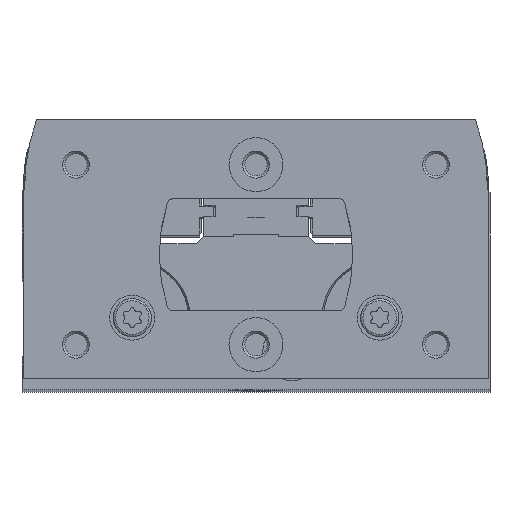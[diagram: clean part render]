
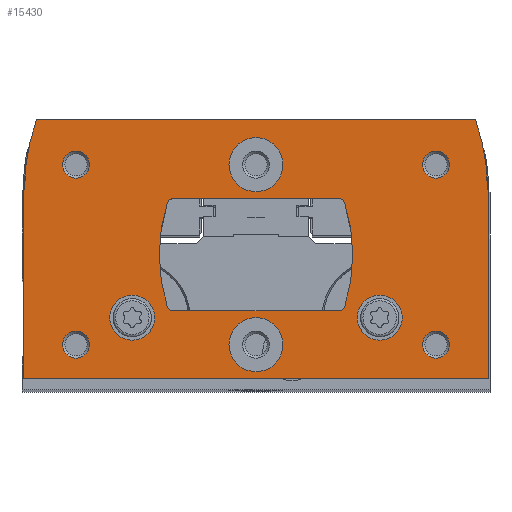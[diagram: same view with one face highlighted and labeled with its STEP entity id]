
A CAD part, top view. The second image highlights one B-rep face of the part: STEP entity #15430.
In plain terms, the highlighted planar face has unit normal (0, 0, 1).
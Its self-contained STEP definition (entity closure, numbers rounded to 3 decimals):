
#549=LINE('',#24024,#1427);
#554=LINE('',#24034,#1432);
#573=LINE('',#24083,#1451);
#579=LINE('',#24095,#1457);
#593=LINE('',#24166,#1471);
#595=LINE('',#24169,#1473);
#596=LINE('',#24233,#1474);
#597=LINE('',#24253,#1475);
#1427=VECTOR('',#19462,1000.);
#1432=VECTOR('',#19469,1000.);
#1451=VECTOR('',#19506,1000.);
#1457=VECTOR('',#19516,1000.);
#1471=VECTOR('',#19568,1000.);
#1473=VECTOR('',#19572,1000.);
#1474=VECTOR('',#19637,1000.);
#1475=VECTOR('',#19658,1000.);
#2035=PLANE('',#16655);
#3684=ORIENTED_EDGE('',*,*,#6818,.F.);
#3685=ORIENTED_EDGE('',*,*,#6819,.F.);
#3686=ORIENTED_EDGE('',*,*,#6820,.T.);
#3687=ORIENTED_EDGE('',*,*,#6821,.T.);
#3688=ORIENTED_EDGE('',*,*,#6822,.T.);
#3689=ORIENTED_EDGE('',*,*,#6823,.T.);
#3690=ORIENTED_EDGE('',*,*,#6824,.T.);
#3691=ORIENTED_EDGE('',*,*,#6825,.T.);
#3692=ORIENTED_EDGE('',*,*,#6766,.F.);
#3693=ORIENTED_EDGE('',*,*,#6783,.F.);
#3694=ORIENTED_EDGE('',*,*,#6778,.F.);
#3695=ORIENTED_EDGE('',*,*,#6775,.F.);
#3696=ORIENTED_EDGE('',*,*,#6826,.F.);
#3697=ORIENTED_EDGE('',*,*,#6827,.F.);
#3698=ORIENTED_EDGE('',*,*,#6828,.F.);
#3699=ORIENTED_EDGE('',*,*,#6769,.F.);
#3700=ORIENTED_EDGE('',*,*,#6753,.T.);
#3701=ORIENTED_EDGE('',*,*,#6747,.T.);
#3702=ORIENTED_EDGE('',*,*,#6785,.T.);
#3703=ORIENTED_EDGE('',*,*,#6717,.T.);
#3704=ORIENTED_EDGE('',*,*,#6722,.T.);
#3705=ORIENTED_EDGE('',*,*,#6726,.T.);
#3706=ORIENTED_EDGE('',*,*,#6817,.T.);
#3707=ORIENTED_EDGE('',*,*,#6759,.T.);
#6717=EDGE_CURVE('',#8429,#8428,#549,.T.);
#6722=EDGE_CURVE('',#8428,#8432,#554,.T.);
#6726=EDGE_CURVE('',#8432,#8434,#9543,.T.);
#6747=EDGE_CURVE('',#8451,#8453,#573,.T.);
#6753=EDGE_CURVE('',#8457,#8451,#579,.T.);
#6759=EDGE_CURVE('',#8462,#8457,#9549,.T.);
#6766=EDGE_CURVE('',#8466,#8467,#9552,.T.);
#6769=EDGE_CURVE('',#8467,#8468,#9553,.T.);
#6775=EDGE_CURVE('',#8472,#8473,#9556,.T.);
#6778=EDGE_CURVE('',#8473,#8475,#9557,.T.);
#6783=EDGE_CURVE('',#8475,#8466,#593,.T.);
#6785=EDGE_CURVE('',#8453,#8429,#595,.T.);
#6817=EDGE_CURVE('',#8434,#8462,#596,.T.);
#6818=EDGE_CURVE('',#8509,#8509,#9591,.T.);
#6819=EDGE_CURVE('',#8510,#8510,#9592,.T.);
#6820=EDGE_CURVE('',#8511,#8511,#9593,.T.);
#6821=EDGE_CURVE('',#8512,#8512,#9594,.T.);
#6822=EDGE_CURVE('',#8513,#8513,#9595,.T.);
#6823=EDGE_CURVE('',#8514,#8514,#9596,.T.);
#6824=EDGE_CURVE('',#8515,#8515,#9597,.T.);
#6825=EDGE_CURVE('',#8516,#8516,#9598,.T.);
#6826=EDGE_CURVE('',#8517,#8472,#9599,.T.);
#6827=EDGE_CURVE('',#8518,#8517,#597,.T.);
#6828=EDGE_CURVE('',#8468,#8518,#9600,.T.);
#8428=VERTEX_POINT('',#24023);
#8429=VERTEX_POINT('',#24025);
#8432=VERTEX_POINT('',#24033);
#8434=VERTEX_POINT('',#24040);
#8451=VERTEX_POINT('',#24077);
#8453=VERTEX_POINT('',#24082);
#8457=VERTEX_POINT('',#24093);
#8462=VERTEX_POINT('',#24108);
#8466=VERTEX_POINT('',#24123);
#8467=VERTEX_POINT('',#24125);
#8468=VERTEX_POINT('',#24133);
#8472=VERTEX_POINT('',#24146);
#8473=VERTEX_POINT('',#24148);
#8475=VERTEX_POINT('',#24158);
#8509=VERTEX_POINT('',#24236);
#8510=VERTEX_POINT('',#24238);
#8511=VERTEX_POINT('',#24240);
#8512=VERTEX_POINT('',#24242);
#8513=VERTEX_POINT('',#24244);
#8514=VERTEX_POINT('',#24246);
#8515=VERTEX_POINT('',#24248);
#8516=VERTEX_POINT('',#24250);
#8517=VERTEX_POINT('',#24252);
#8518=VERTEX_POINT('',#24254);
#9543=CIRCLE('',#16594,46.);
#9549=CIRCLE('',#16606,46.);
#9552=CIRCLE('',#16610,1.5);
#9553=CIRCLE('',#16612,38.);
#9556=CIRCLE('',#16616,38.);
#9557=CIRCLE('',#16618,1.5);
#9591=CIRCLE('',#16656,5.);
#9592=CIRCLE('',#16657,5.);
#9593=CIRCLE('',#16658,6.);
#9594=CIRCLE('',#16659,6.);
#9595=CIRCLE('',#16660,3.);
#9596=CIRCLE('',#16661,3.);
#9597=CIRCLE('',#16662,3.);
#9598=CIRCLE('',#16663,3.);
#9599=CIRCLE('',#16664,1.5);
#9600=CIRCLE('',#16665,1.5);
#10678=EDGE_LOOP('',(#3684));
#10679=EDGE_LOOP('',(#3685));
#10680=EDGE_LOOP('',(#3686));
#10681=EDGE_LOOP('',(#3687));
#10682=EDGE_LOOP('',(#3688));
#10683=EDGE_LOOP('',(#3689));
#10684=EDGE_LOOP('',(#3690));
#10685=EDGE_LOOP('',(#3691));
#10686=EDGE_LOOP('',(#3692,#3693,#3694,#3695,#3696,#3697,#3698,#3699));
#10687=EDGE_LOOP('',(#3700,#3701,#3702,#3703,#3704,#3705,#3706,#3707));
#11862=FACE_BOUND('',#10678,.T.);
#11863=FACE_BOUND('',#10679,.T.);
#11864=FACE_BOUND('',#10680,.T.);
#11865=FACE_BOUND('',#10681,.T.);
#11866=FACE_BOUND('',#10682,.T.);
#11867=FACE_BOUND('',#10683,.T.);
#11868=FACE_BOUND('',#10684,.T.);
#11869=FACE_BOUND('',#10685,.T.);
#11870=FACE_BOUND('',#10686,.T.);
#11871=FACE_BOUND('',#10687,.T.);
#15430=ADVANCED_FACE('',(#11862,#11863,#11864,#11865,#11866,#11867,#11868,
#11869,#11870,#11871),#2035,.T.);
#16594=AXIS2_PLACEMENT_3D('',#24041,#19476,#19477);
#16606=AXIS2_PLACEMENT_3D('',#24107,#19527,#19528);
#16610=AXIS2_PLACEMENT_3D('',#24124,#19538,#19539);
#16612=AXIS2_PLACEMENT_3D('',#24132,#19543,#19544);
#16616=AXIS2_PLACEMENT_3D('',#24147,#19553,#19554);
#16618=AXIS2_PLACEMENT_3D('',#24157,#19558,#19559);
#16655=AXIS2_PLACEMENT_3D('',#24234,#19638,#19639);
#16656=AXIS2_PLACEMENT_3D('',#24235,#19640,#19641);
#16657=AXIS2_PLACEMENT_3D('',#24237,#19642,#19643);
#16658=AXIS2_PLACEMENT_3D('',#24239,#19644,#19645);
#16659=AXIS2_PLACEMENT_3D('',#24241,#19646,#19647);
#16660=AXIS2_PLACEMENT_3D('',#24243,#19648,#19649);
#16661=AXIS2_PLACEMENT_3D('',#24245,#19650,#19651);
#16662=AXIS2_PLACEMENT_3D('',#24247,#19652,#19653);
#16663=AXIS2_PLACEMENT_3D('',#24249,#19654,#19655);
#16664=AXIS2_PLACEMENT_3D('',#24251,#19656,#19657);
#16665=AXIS2_PLACEMENT_3D('',#24255,#19659,#19660);
#19462=DIRECTION('',(0.,1.,0.));
#19469=DIRECTION('',(-0.866,0.5,0.));
#19476=DIRECTION('',(0.,0.,1.));
#19477=DIRECTION('',(1.,0.,0.));
#19506=DIRECTION('',(0.,-1.,0.));
#19516=DIRECTION('',(-0.866,-0.5,0.));
#19527=DIRECTION('',(0.,0.,1.));
#19528=DIRECTION('',(1.,0.,0.));
#19538=DIRECTION('',(0.,0.,1.));
#19539=DIRECTION('',(1.,0.,0.));
#19543=DIRECTION('',(0.,0.,1.));
#19544=DIRECTION('',(1.,0.,0.));
#19553=DIRECTION('',(0.,0.,1.));
#19554=DIRECTION('',(1.,0.,0.));
#19558=DIRECTION('',(0.,0.,1.));
#19559=DIRECTION('',(1.,0.,0.));
#19568=DIRECTION('',(-1.,0.,0.));
#19572=DIRECTION('',(1.,0.,0.));
#19637=DIRECTION('',(-1.,0.,0.));
#19638=DIRECTION('',(0.,0.,1.));
#19639=DIRECTION('',(1.,0.,0.));
#19640=DIRECTION('',(0.,0.,1.));
#19641=DIRECTION('',(1.,0.,0.));
#19642=DIRECTION('',(0.,0.,1.));
#19643=DIRECTION('',(1.,0.,0.));
#19644=DIRECTION('',(0.,0.,-1.));
#19645=DIRECTION('',(-1.,0.,0.));
#19646=DIRECTION('',(0.,0.,-1.));
#19647=DIRECTION('',(-1.,0.,0.));
#19648=DIRECTION('',(0.,0.,-1.));
#19649=DIRECTION('',(-1.,0.,0.));
#19650=DIRECTION('',(0.,0.,-1.));
#19651=DIRECTION('',(-1.,0.,0.));
#19652=DIRECTION('',(0.,0.,-1.));
#19653=DIRECTION('',(-1.,0.,0.));
#19654=DIRECTION('',(0.,0.,-1.));
#19655=DIRECTION('',(-1.,0.,0.));
#19656=DIRECTION('',(0.,0.,1.));
#19657=DIRECTION('',(1.,0.,0.));
#19658=DIRECTION('',(1.,0.,0.));
#19659=DIRECTION('',(0.,0.,1.));
#19660=DIRECTION('',(1.,0.,0.));
#24023=CARTESIAN_POINT('',(51.75,41.827,0.));
#24024=CARTESIAN_POINT('',(51.75,0.,0.));
#24025=CARTESIAN_POINT('',(51.75,0.,0.));
#24033=CARTESIAN_POINT('',(51.45,42.,0.));
#24034=CARTESIAN_POINT('',(51.75,41.827,0.));
#24040=CARTESIAN_POINT('',(48.76,57.5,0.));
#24041=CARTESIAN_POINT('',(5.45,42.,0.));
#24077=CARTESIAN_POINT('',(-51.75,41.827,0.));
#24082=CARTESIAN_POINT('',(-51.75,0.,0.));
#24083=CARTESIAN_POINT('',(-51.75,41.827,0.));
#24093=CARTESIAN_POINT('',(-51.45,42.,0.));
#24095=CARTESIAN_POINT('',(-51.45,42.,0.));
#24107=CARTESIAN_POINT('',(-5.45,42.,0.));
#24108=CARTESIAN_POINT('',(-48.76,57.5,0.));
#24123=CARTESIAN_POINT('',(-18.303,40.,0.));
#24124=CARTESIAN_POINT('',(-18.303,38.5,0.));
#24125=CARTESIAN_POINT('',(-19.733,38.952,0.));
#24132=CARTESIAN_POINT('',(16.5,27.5,0.));
#24133=CARTESIAN_POINT('',(-19.733,16.048,0.));
#24146=CARTESIAN_POINT('',(19.733,16.048,0.));
#24147=CARTESIAN_POINT('',(-16.5,27.5,0.));
#24148=CARTESIAN_POINT('',(19.733,38.952,0.));
#24157=CARTESIAN_POINT('',(18.303,38.5,0.));
#24158=CARTESIAN_POINT('',(18.303,40.,0.));
#24166=CARTESIAN_POINT('',(18.303,40.,0.));
#24169=CARTESIAN_POINT('',(-51.75,0.,0.));
#24233=CARTESIAN_POINT('',(48.76,57.5,0.));
#24234=CARTESIAN_POINT('',(5.45,42.,0.));
#24235=CARTESIAN_POINT('',(-27.5,13.5,0.));
#24236=CARTESIAN_POINT('',(-22.5,13.5,0.));
#24237=CARTESIAN_POINT('',(27.5,13.5,0.));
#24238=CARTESIAN_POINT('',(32.5,13.5,0.));
#24239=CARTESIAN_POINT('',(0.,7.5,0.));
#24240=CARTESIAN_POINT('',(-6.,7.5,0.));
#24241=CARTESIAN_POINT('',(0.,47.5,0.));
#24242=CARTESIAN_POINT('',(-6.,47.5,0.));
#24243=CARTESIAN_POINT('',(40.,7.5,0.));
#24244=CARTESIAN_POINT('',(37.,7.5,0.));
#24245=CARTESIAN_POINT('',(-40.,7.5,0.));
#24246=CARTESIAN_POINT('',(-43.,7.5,0.));
#24247=CARTESIAN_POINT('',(-40.,47.5,0.));
#24248=CARTESIAN_POINT('',(-43.,47.5,0.));
#24249=CARTESIAN_POINT('',(40.,47.5,0.));
#24250=CARTESIAN_POINT('',(37.,47.5,0.));
#24251=CARTESIAN_POINT('',(18.303,16.5,0.));
#24252=CARTESIAN_POINT('',(18.303,15.,0.));
#24253=CARTESIAN_POINT('',(-18.303,15.,0.));
#24254=CARTESIAN_POINT('',(-18.303,15.,0.));
#24255=CARTESIAN_POINT('',(-18.303,16.5,0.));
